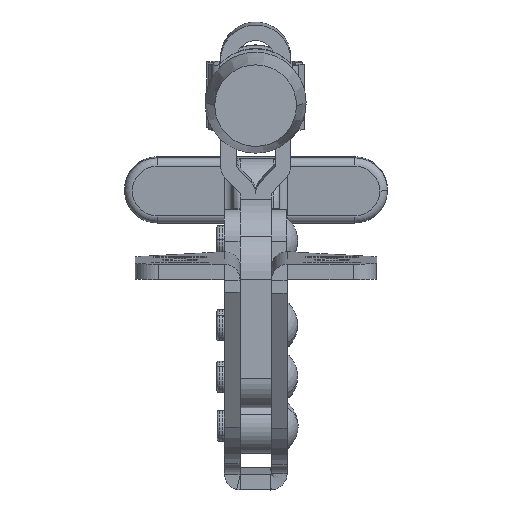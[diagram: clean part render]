
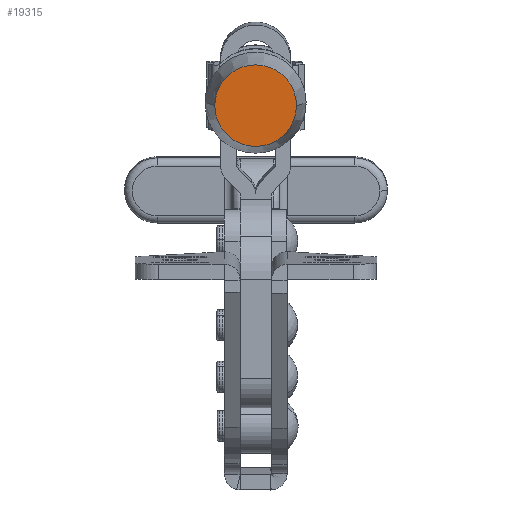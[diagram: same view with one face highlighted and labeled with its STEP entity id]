
A CAD part, front view. The second image highlights one B-rep face of the part: STEP entity #19315.
In plain terms, the highlighted face is planar.
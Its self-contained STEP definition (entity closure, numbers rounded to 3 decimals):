
#10291 = VERTEX_POINT ( 'NONE', #24442 ) ;
#10321 = EDGE_CURVE ( 'NONE', #10327, #10291, #24548, .T. ) ;
#10327 = VERTEX_POINT ( 'NONE', #24534 ) ;
#19305 = ORIENTED_EDGE ( 'NONE', *, *, #19323, .T. ) ;
#19312 = EDGE_LOOP ( 'NONE', ( #19305, #19328 ) ) ;
#19315 = ADVANCED_FACE ( 'NONE', ( #28070 ), #28130, .T. ) ;
#19323 = EDGE_CURVE ( 'NONE', #10291, #10327, #28172, .T. ) ;
#19328 = ORIENTED_EDGE ( 'NONE', *, *, #10321, .T. ) ;
#24442 = CARTESIAN_POINT ( 'NONE',  ( -5.25, 0., 7. ) ) ;
#24534 = CARTESIAN_POINT ( 'NONE',  ( 5.25, 0., 7. ) ) ;
#24536 = DIRECTION ( 'NONE',  ( 1., 0., 0. ) ) ;
#24537 = DIRECTION ( 'NONE',  ( 0., 0., 1. ) ) ;
#24538 = CARTESIAN_POINT ( 'NONE',  ( 0., 0., 7. ) ) ;
#24541 = AXIS2_PLACEMENT_3D ( 'NONE', #24538, #24537, #24536 ) ;
#24548 = CIRCLE ( 'NONE', #24541, 5.25 ) ;
#28070 = FACE_OUTER_BOUND ( 'NONE', #19312, .T. ) ;
#28130 = PLANE ( 'NONE',  #28153 ) ;
#28131 = AXIS2_PLACEMENT_3D ( 'NONE', #28158, #28157, #28156 ) ;
#28135 = DIRECTION ( 'NONE',  ( 0., 0., 1. ) ) ;
#28136 = CARTESIAN_POINT ( 'NONE',  ( 0., 0., 7. ) ) ;
#28153 = AXIS2_PLACEMENT_3D ( 'NONE', #28136, #28135, #28173 ) ;
#28156 = DIRECTION ( 'NONE',  ( 1., 0., 0. ) ) ;
#28157 = DIRECTION ( 'NONE',  ( 0., 0., 1. ) ) ;
#28158 = CARTESIAN_POINT ( 'NONE',  ( 0., 0., 7. ) ) ;
#28172 = CIRCLE ( 'NONE', #28131, 5.25 ) ;
#28173 = DIRECTION ( 'NONE',  ( 1., 0., 0. ) ) ;
